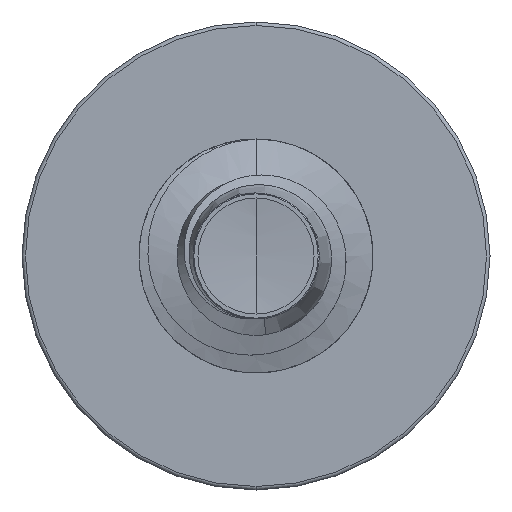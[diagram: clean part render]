
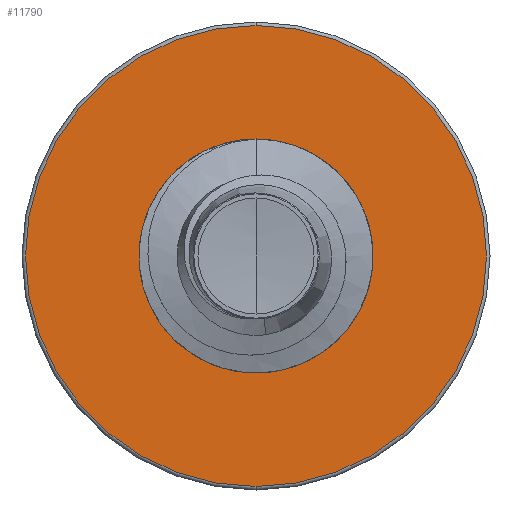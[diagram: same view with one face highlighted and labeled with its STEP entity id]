
A CAD part, front view. The second image highlights one B-rep face of the part: STEP entity #11790.
In plain terms, the highlighted planar face has unit normal (0, -1, 0).
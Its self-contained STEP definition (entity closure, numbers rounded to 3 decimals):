
#2596 = ORIENTED_EDGE ( 'NONE', *, *, #12012, .T. ) ;
#3771 = AXIS2_PLACEMENT_3D ( 'NONE', #5674, #5656, #5653 ) ;
#3806 = VERTEX_POINT ( 'NONE', #6828 ) ;
#3820 = AXIS2_PLACEMENT_3D ( 'NONE', #6761, #6740, #6738 ) ;
#3953 = VERTEX_POINT ( 'NONE', #5949 ) ;
#4048 = AXIS2_PLACEMENT_3D ( 'NONE', #7220, #7185, #7177 ) ;
#4107 = AXIS2_PLACEMENT_3D ( 'NONE', #8392, #8376, #8366 ) ;
#4220 = CARTESIAN_POINT ( 'NONE',  ( 0., 9., 4.925 ) ) ;
#4272 = FACE_OUTER_BOUND ( 'NONE', #5902, .T. ) ;
#4566 = AXIS2_PLACEMENT_3D ( 'NONE', #10615, #10566, #10535 ) ;
#4642 = EDGE_LOOP ( 'NONE', ( #8872, #2596 ) ) ;
#5088 = VERTEX_POINT ( 'NONE', #10478 ) ;
#5653 = DIRECTION ( 'NONE',  ( 0., 0., 1. ) ) ;
#5656 = DIRECTION ( 'NONE',  ( 0., 1., 0. ) ) ;
#5674 = CARTESIAN_POINT ( 'NONE',  ( 0., 9., 0. ) ) ;
#5902 = EDGE_LOOP ( 'NONE', ( #7419, #11159 ) ) ;
#5949 = CARTESIAN_POINT ( 'NONE',  ( 0., 9., -2.415 ) ) ;
#6738 = DIRECTION ( 'NONE',  ( 0., 0., 1. ) ) ;
#6740 = DIRECTION ( 'NONE',  ( 0., 1., 0. ) ) ;
#6761 = CARTESIAN_POINT ( 'NONE',  ( 0., 9., 0. ) ) ;
#6828 = CARTESIAN_POINT ( 'NONE',  ( 0., 9., 2.415 ) ) ;
#7177 = DIRECTION ( 'NONE',  ( 0., 0., 1. ) ) ;
#7185 = DIRECTION ( 'NONE',  ( 0., 1., 0. ) ) ;
#7220 = CARTESIAN_POINT ( 'NONE',  ( 0., 9., 0. ) ) ;
#7419 = ORIENTED_EDGE ( 'NONE', *, *, #13709, .F. ) ;
#7612 = CIRCLE ( 'NONE', #3771, 2.415 ) ;
#8366 = DIRECTION ( 'NONE',  ( 0., 0., 1. ) ) ;
#8376 = DIRECTION ( 'NONE',  ( 0., 1., 0. ) ) ;
#8392 = CARTESIAN_POINT ( 'NONE',  ( 0., 9., 0. ) ) ;
#8872 = ORIENTED_EDGE ( 'NONE', *, *, #12183, .T. ) ;
#9016 = CIRCLE ( 'NONE', #4107, 2.415 ) ;
#10327 = FACE_BOUND ( 'NONE', #4642, .T. ) ;
#10478 = CARTESIAN_POINT ( 'NONE',  ( 0., 9., -4.925 ) ) ;
#10535 = DIRECTION ( 'NONE',  ( 0., 0., 1. ) ) ;
#10566 = DIRECTION ( 'NONE',  ( 0., 1., 0. ) ) ;
#10615 = CARTESIAN_POINT ( 'NONE',  ( 0., 9., -2.415 ) ) ;
#10775 = CIRCLE ( 'NONE', #3820, 4.925 ) ;
#10795 = PLANE ( 'NONE',  #4566 ) ;
#11159 = ORIENTED_EDGE ( 'NONE', *, *, #12112, .F. ) ;
#11790 = ADVANCED_FACE ( 'NONE', ( #4272, #10327 ), #10795, .F. ) ;
#12012 = EDGE_CURVE ( 'NONE', #3953, #3806, #9016, .T. ) ;
#12041 = CIRCLE ( 'NONE', #4048, 4.925 ) ;
#12112 = EDGE_CURVE ( 'NONE', #5088, #12556, #10775, .T. ) ;
#12183 = EDGE_CURVE ( 'NONE', #3806, #3953, #7612, .T. ) ;
#12556 = VERTEX_POINT ( 'NONE', #4220 ) ;
#13709 = EDGE_CURVE ( 'NONE', #12556, #5088, #12041, .T. ) ;
